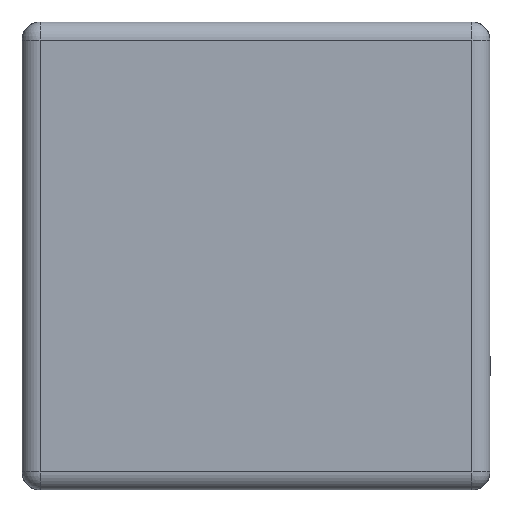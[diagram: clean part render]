
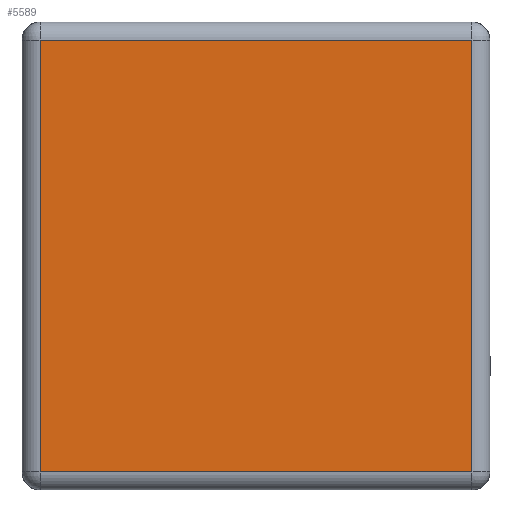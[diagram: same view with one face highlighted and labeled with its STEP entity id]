
A CAD part, left-side view. The second image highlights one B-rep face of the part: STEP entity #5589.
In plain terms, the highlighted planar face has unit normal (-1, 0, 0).
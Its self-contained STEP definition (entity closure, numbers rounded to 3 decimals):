
#60 = DIRECTION ( 'NONE',  ( 0., 0., 1. ) ) ;
#438 = ORIENTED_EDGE ( 'NONE', *, *, #635, .T. ) ;
#509 = LINE ( 'NONE', #1453, #1088 ) ;
#564 = EDGE_CURVE ( 'NONE', #3065, #5392, #509, .T. ) ;
#635 = EDGE_CURVE ( 'NONE', #5029, #2167, #3841, .T. ) ;
#1000 = EDGE_CURVE ( 'NONE', #2167, #3065, #2497, .T. ) ;
#1002 = DIRECTION ( 'NONE',  ( 0., 0., -1. ) ) ;
#1088 = VECTOR ( 'NONE', #60, 1000. ) ;
#1379 = ORIENTED_EDGE ( 'NONE', *, *, #1000, .T. ) ;
#1453 = CARTESIAN_POINT ( 'NONE',  ( -0.999, -0.6, 1.299 ) ) ;
#1458 = DIRECTION ( 'NONE',  ( 0., 0., 1. ) ) ;
#1479 = EDGE_LOOP ( 'NONE', ( #6250, #438, #1379, #2563 ) ) ;
#1717 = VECTOR ( 'NONE', #2468, 1000. ) ;
#1898 = FACE_OUTER_BOUND ( 'NONE', #1479, .T. ) ;
#2167 = VERTEX_POINT ( 'NONE', #4985 ) ;
#2239 = CARTESIAN_POINT ( 'NONE',  ( -0.999, 0.6, 1.249 ) ) ;
#2367 = DIRECTION ( 'NONE',  ( 0., 1., 0. ) ) ;
#2468 = DIRECTION ( 'NONE',  ( 0., -1., 0. ) ) ;
#2497 = LINE ( 'NONE', #4934, #1717 ) ;
#2563 = ORIENTED_EDGE ( 'NONE', *, *, #564, .T. ) ;
#2788 = LINE ( 'NONE', #4703, #5763 ) ;
#2871 = CARTESIAN_POINT ( 'NONE',  ( -0.999, 0.6, 0. ) ) ;
#3065 = VERTEX_POINT ( 'NONE', #4669 ) ;
#3440 = CARTESIAN_POINT ( 'NONE',  ( -0.999, -0.6, 1.249 ) ) ;
#3840 = DIRECTION ( 'NONE',  ( -1., 0., 0. ) ) ;
#3841 = LINE ( 'NONE', #2871, #4706 ) ;
#3871 = PLANE ( 'NONE',  #5542 ) ;
#4669 = CARTESIAN_POINT ( 'NONE',  ( -0.999, -0.6, 0.05 ) ) ;
#4703 = CARTESIAN_POINT ( 'NONE',  ( -0.999, 0.65, 1.249 ) ) ;
#4706 = VECTOR ( 'NONE', #1002, 1000. ) ;
#4934 = CARTESIAN_POINT ( 'NONE',  ( -0.999, -0.65, 0.05 ) ) ;
#4985 = CARTESIAN_POINT ( 'NONE',  ( -0.999, 0.6, 0.05 ) ) ;
#5029 = VERTEX_POINT ( 'NONE', #2239 ) ;
#5291 = CARTESIAN_POINT ( 'NONE',  ( -0.999, 0., 0.65 ) ) ;
#5392 = VERTEX_POINT ( 'NONE', #3440 ) ;
#5542 = AXIS2_PLACEMENT_3D ( 'NONE', #5291, #3840, #1458 ) ;
#5589 = ADVANCED_FACE ( 'NONE', ( #1898 ), #3871, .T. ) ;
#5763 = VECTOR ( 'NONE', #2367, 1000. ) ;
#6045 = EDGE_CURVE ( 'NONE', #5392, #5029, #2788, .T. ) ;
#6250 = ORIENTED_EDGE ( 'NONE', *, *, #6045, .T. ) ;
